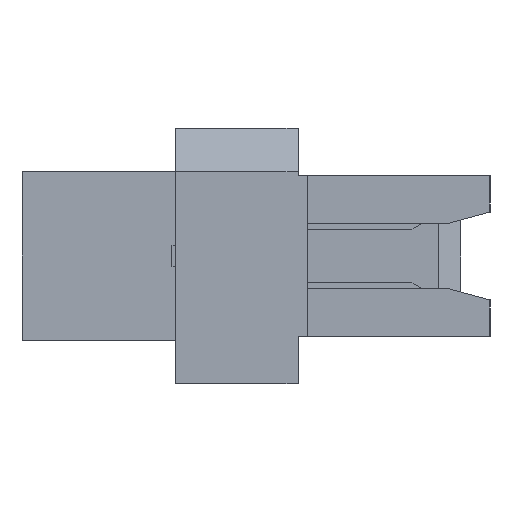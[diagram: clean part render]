
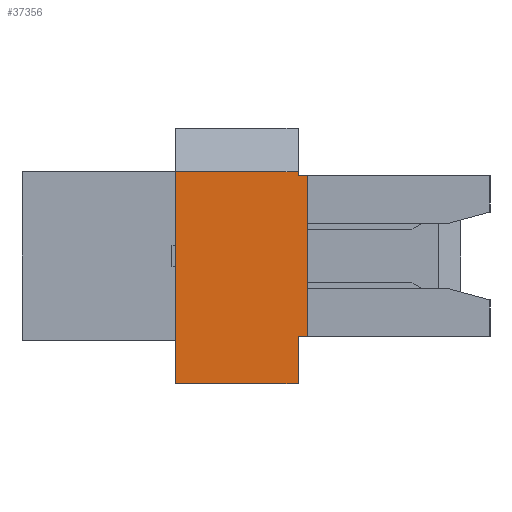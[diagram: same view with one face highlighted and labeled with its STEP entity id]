
A CAD part, left-side view. The second image highlights one B-rep face of the part: STEP entity #37356.
In plain terms, the highlighted planar face has unit normal (-1, 0, 0).
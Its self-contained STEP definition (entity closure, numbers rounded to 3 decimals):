
#9099=ORIENTED_EDGE('',*,*,#16125,.F.);
#9100=ORIENTED_EDGE('',*,*,#16126,.T.);
#9101=ORIENTED_EDGE('',*,*,#16127,.F.);
#9102=ORIENTED_EDGE('',*,*,#16128,.F.);
#9103=ORIENTED_EDGE('',*,*,#16129,.F.);
#9104=ORIENTED_EDGE('',*,*,#16130,.F.);
#9105=ORIENTED_EDGE('',*,*,#16131,.F.);
#9106=ORIENTED_EDGE('',*,*,#16132,.T.);
#16125=EDGE_CURVE('',#20302,#20303,#24575,.T.);
#16126=EDGE_CURVE('',#20302,#20304,#24576,.T.);
#16127=EDGE_CURVE('',#20305,#20304,#24577,.T.);
#16128=EDGE_CURVE('',#20306,#20305,#24578,.T.);
#16129=EDGE_CURVE('',#20307,#20306,#24579,.T.);
#16130=EDGE_CURVE('',#20308,#20307,#24580,.T.);
#16131=EDGE_CURVE('',#20309,#20308,#24581,.T.);
#16132=EDGE_CURVE('',#20309,#20303,#24582,.T.);
#20302=VERTEX_POINT('',#58363);
#20303=VERTEX_POINT('',#58364);
#20304=VERTEX_POINT('',#58366);
#20305=VERTEX_POINT('',#58368);
#20306=VERTEX_POINT('',#58370);
#20307=VERTEX_POINT('',#58372);
#20308=VERTEX_POINT('',#58374);
#20309=VERTEX_POINT('',#58376);
#24575=LINE('',#58362,#29360);
#24576=LINE('',#58365,#29361);
#24577=LINE('',#58367,#29362);
#24578=LINE('',#58369,#29363);
#24579=LINE('',#58371,#29364);
#24580=LINE('',#58373,#29365);
#24581=LINE('',#58375,#29366);
#24582=LINE('',#58377,#29367);
#29360=VECTOR('',#47837,1000.);
#29361=VECTOR('',#47838,1000.);
#29362=VECTOR('',#47839,1000.);
#29363=VECTOR('',#47840,1000.);
#29364=VECTOR('',#47841,1000.);
#29365=VECTOR('',#47842,1000.);
#29366=VECTOR('',#47843,1000.);
#29367=VECTOR('',#47844,1000.);
#32194=EDGE_LOOP('',(#9099,#9100,#9101,#9102,#9103,#9104,#9105,#9106));
#34038=FACE_BOUND('',#32194,.T.);
#35520=PLANE('',#39939);
#37356=ADVANCED_FACE('',(#34038),#35520,.F.);
#39939=AXIS2_PLACEMENT_3D('',#58361,#47835,#47836);
#47835=DIRECTION('',(1.,0.,0.));
#47836=DIRECTION('',(0.,0.,-1.));
#47837=DIRECTION('',(0.,0.,-1.));
#47838=DIRECTION('',(0.,-1.,0.));
#47839=DIRECTION('',(0.,0.,-1.));
#47840=DIRECTION('',(0.,-1.,0.));
#47841=DIRECTION('',(0.,0.,-1.));
#47842=DIRECTION('',(0.,-1.,0.));
#47843=DIRECTION('',(0.,0.,1.));
#47844=DIRECTION('',(0.,-1.,0.));
#58361=CARTESIAN_POINT('',(-19.6,4.2,-3.5));
#58362=CARTESIAN_POINT('',(-19.6,-3.35,-2.2));
#58363=CARTESIAN_POINT('',(-19.6,-3.35,-2.2));
#58364=CARTESIAN_POINT('',(-19.6,-3.35,-3.5));
#58365=CARTESIAN_POINT('',(-19.6,-3.35,-2.2));
#58366=CARTESIAN_POINT('',(-19.6,-3.6,-2.2));
#58367=CARTESIAN_POINT('',(-19.6,-3.6,3.5));
#58368=CARTESIAN_POINT('',(-19.6,-3.6,2.2));
#58369=CARTESIAN_POINT('',(-19.6,-3.35,2.2));
#58370=CARTESIAN_POINT('',(-19.6,-3.35,2.2));
#58371=CARTESIAN_POINT('',(-19.6,-3.35,-3.5));
#58372=CARTESIAN_POINT('',(-19.6,-3.35,2.3));
#58373=CARTESIAN_POINT('',(-19.6,4.2,2.3));
#58374=CARTESIAN_POINT('',(-19.6,0.,2.3));
#58375=CARTESIAN_POINT('',(-19.6,0.,-3.5));
#58376=CARTESIAN_POINT('',(-19.6,0.,-3.5));
#58377=CARTESIAN_POINT('',(-19.6,4.2,-3.5));
